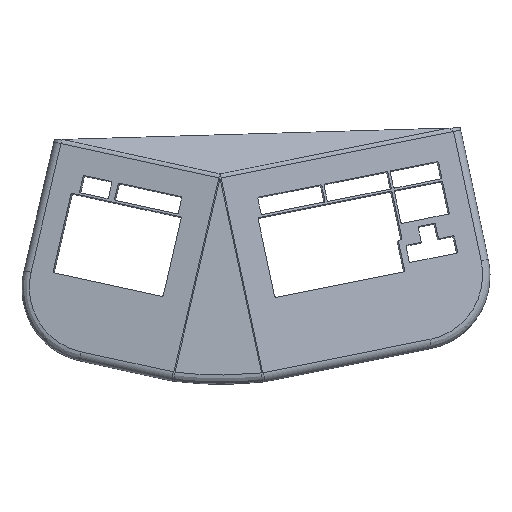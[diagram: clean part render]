
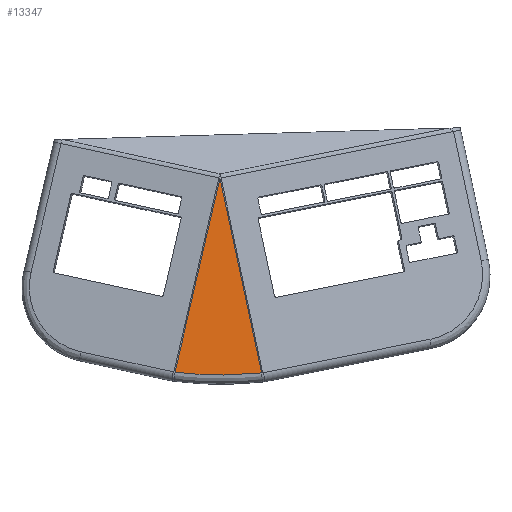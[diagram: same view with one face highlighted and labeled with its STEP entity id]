
A CAD part, top view. The second image highlights one B-rep face of the part: STEP entity #13347.
In plain terms, the highlighted planar face has unit normal (0, 0.087, 0.996).
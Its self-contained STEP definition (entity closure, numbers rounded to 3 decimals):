
#2606 = ( BOUNDED_SURFACE() B_SPLINE_SURFACE(2,5,(
    (#2607,#2608,#2609,#2610,#2611,#2612)
    ,(#2613,#2614,#2615,#2616,#2617,#2618)
    ,(#2619,#2620,#2621,#2622,#2623,#2624
)),.UNSPECIFIED.,.F.,.F.,.F.) B_SPLINE_SURFACE_WITH_KNOTS((3,3),(6,6),(
    0.,109.156),(-0.104,109.052),
.PIECEWISE_BEZIER_KNOTS.) GEOMETRIC_REPRESENTATION_ITEM() 
RATIONAL_B_SPLINE_SURFACE((
    (1.,1.,1.,1.,1.,1.)
    ,(0.676,0.676,0.676,0.676
      ,0.676,0.676)
,(1.,1.,1.,1.,1.,1.))) REPRESENTATION_ITEM('') SURFACE() );
#2607 = CARTESIAN_POINT('',(52.199,-244.643,
    110.496));
#2608 = CARTESIAN_POINT('',(30.542,-247.005,
    110.698));
#2609 = CARTESIAN_POINT('',(8.745,-248.097,
    110.791));
#2610 = CARTESIAN_POINT('',(-13.09,-247.907,
    110.775));
#2611 = CARTESIAN_POINT('',(-34.864,-246.437,
    110.649));
#2612 = CARTESIAN_POINT('',(-56.477,-243.698,
    110.415));
#2613 = CARTESIAN_POINT('',(52.302,-244.632,
    121.403));
#2614 = CARTESIAN_POINT('',(30.596,-247.004,
    121.61));
#2615 = CARTESIAN_POINT('',(8.757,-248.1,
    121.706));
#2616 = CARTESIAN_POINT('',(-13.118,-247.909,
    121.689));
#2617 = CARTESIAN_POINT('',(-34.934,-246.433,
    121.56));
#2618 = CARTESIAN_POINT('',(-56.596,-243.683,
    121.32));
#2619 = CARTESIAN_POINT('',(51.113,-233.831,
    120.458));
#2620 = CARTESIAN_POINT('',(29.923,-236.142,
    120.66));
#2621 = CARTESIAN_POINT('',(8.597,-237.21,
    120.753));
#2622 = CARTESIAN_POINT('',(-12.767,-237.024,
    120.737));
#2623 = CARTESIAN_POINT('',(-34.072,-235.585,
    120.611));
#2624 = CARTESIAN_POINT('',(-55.218,-232.906,
    120.377));
#3407 = CYLINDRICAL_SURFACE('',#3408,10.);
#3408 = AXIS2_PLACEMENT_3D('',#3409,#3410,#3411);
#3409 = CARTESIAN_POINT('',(-0.641,-1.007,
    90.05));
#3410 = DIRECTION('',(0.208,-0.974,0.085)
  );
#3411 = DIRECTION('',(0.128,0.113,0.985));
#7947 = VERTEX_POINT('',#7948);
#7948 = CARTESIAN_POINT('',(49.264,-234.029,
    120.475));
#8042 = EDGE_CURVE('',#7947,#8043,#8045,.T.);
#8043 = VERTEX_POINT('',#8044);
#8044 = CARTESIAN_POINT('',(-53.357,-233.138,
    120.397));
#8045 = SURFACE_CURVE('',#8046,(#8053,#8060),.PCURVE_S1.);
#8046 = ( BOUNDED_CURVE() B_SPLINE_CURVE(5,(#8047,#8048,#8049,#8050,
#8051,#8052),.UNSPECIFIED.,.F.,.F.) B_SPLINE_CURVE_WITH_KNOTS((6,6),(
-0.104,109.052),.PIECEWISE_BEZIER_KNOTS.) CURVE() 
GEOMETRIC_REPRESENTATION_ITEM() RATIONAL_B_SPLINE_CURVE((1.,1.,1.,1.,1.,
1.)) REPRESENTATION_ITEM('') );
#8047 = CARTESIAN_POINT('',(51.113,-233.831,
    120.458));
#8048 = CARTESIAN_POINT('',(29.923,-236.142,
    120.66));
#8049 = CARTESIAN_POINT('',(8.597,-237.21,
    120.753));
#8050 = CARTESIAN_POINT('',(-12.767,-237.024,
    120.737));
#8051 = CARTESIAN_POINT('',(-34.072,-235.585,
    120.611));
#8052 = CARTESIAN_POINT('',(-55.218,-232.906,
    120.377));
#8053 = PCURVE('',#2606,#8054);
#8054 = DEFINITIONAL_REPRESENTATION('',(#8055),#8059);
#8055 = LINE('',#8056,#8057);
#8056 = CARTESIAN_POINT('',(109.156,0.));
#8057 = VECTOR('',#8058,1.);
#8058 = DIRECTION('',(0.,1.));
#8059 = ( GEOMETRIC_REPRESENTATION_CONTEXT(2) 
PARAMETRIC_REPRESENTATION_CONTEXT() REPRESENTATION_CONTEXT('2D SPACE',''
  ) );
#8060 = PCURVE('',#8061,#8066);
#8061 = PLANE('',#8062);
#8062 = AXIS2_PLACEMENT_3D('',#8063,#8064,#8065);
#8063 = CARTESIAN_POINT('',(-1.263,-144.182,
    112.614));
#8064 = DIRECTION('',(0.,-0.087,
    -0.996));
#8065 = DIRECTION('',(0.,-0.996,0.087));
#8066 = DEFINITIONAL_REPRESENTATION('',(#8067),#8074);
#8067 = B_SPLINE_CURVE_WITH_KNOTS('',5,(#8068,#8069,#8070,#8071,#8072,
    #8073),.UNSPECIFIED.,.F.,.F.,(6,6),(-0.104,109.052)
  ,.PIECEWISE_BEZIER_KNOTS.);
#8068 = CARTESIAN_POINT('',(89.992,-52.376));
#8069 = CARTESIAN_POINT('',(92.311,-31.186));
#8070 = CARTESIAN_POINT('',(93.383,-9.86));
#8071 = CARTESIAN_POINT('',(93.197,11.504));
#8072 = CARTESIAN_POINT('',(91.753,32.809));
#8073 = CARTESIAN_POINT('',(89.064,53.955));
#8074 = ( GEOMETRIC_REPRESENTATION_CONTEXT(2) 
PARAMETRIC_REPRESENTATION_CONTEXT() REPRESENTATION_CONTEXT('2D SPACE',''
  ) );
#8228 = CYLINDRICAL_SURFACE('',#8229,10.);
#8229 = AXIS2_PLACEMENT_3D('',#8230,#8231,#8232);
#8230 = CARTESIAN_POINT('',(-55.838,-244.717,
    111.372));
#8231 = DIRECTION('',(0.225,0.971,-0.085)
  );
#8232 = DIRECTION('',(0.,0.087,
    0.996));
#8302 = VERTEX_POINT('',#8303);
#8303 = CARTESIAN_POINT('',(-0.026,-3.017,
    100.264));
#8407 = EDGE_CURVE('',#8302,#7947,#8408,.T.);
#8408 = SURFACE_CURVE('',#8409,(#8413,#8420),.PCURVE_S1.);
#8409 = LINE('',#8410,#8411);
#8410 = CARTESIAN_POINT('',(-0.641,-0.136,
    100.012));
#8411 = VECTOR('',#8412,1.);
#8412 = DIRECTION('',(0.208,-0.974,0.085)
  );
#8413 = PCURVE('',#3407,#8414);
#8414 = DEFINITIONAL_REPRESENTATION('',(#8415),#8419);
#8415 = LINE('',#8416,#8417);
#8416 = CARTESIAN_POINT('',(0.131,0.));
#8417 = VECTOR('',#8418,1.);
#8418 = DIRECTION('',(0.,1.));
#8419 = ( GEOMETRIC_REPRESENTATION_CONTEXT(2) 
PARAMETRIC_REPRESENTATION_CONTEXT() REPRESENTATION_CONTEXT('2D SPACE',''
  ) );
#8420 = PCURVE('',#8061,#8421);
#8421 = DEFINITIONAL_REPRESENTATION('',(#8422),#8426);
#8422 = LINE('',#8423,#8424);
#8423 = CARTESIAN_POINT('',(-144.596,-0.622));
#8424 = VECTOR('',#8425,1.);
#8425 = DIRECTION('',(0.978,-0.208));
#8426 = ( GEOMETRIC_REPRESENTATION_CONTEXT(2) 
PARAMETRIC_REPRESENTATION_CONTEXT() REPRESENTATION_CONTEXT('2D SPACE',''
  ) );
#13347 = ADVANCED_FACE('',(#13348),#8061,.F.);
#13348 = FACE_BOUND('',#13349,.F.);
#13349 = EDGE_LOOP('',(#13350,#13351,#13352));
#13350 = ORIENTED_EDGE('',*,*,#8407,.T.);
#13351 = ORIENTED_EDGE('',*,*,#8042,.T.);
#13352 = ORIENTED_EDGE('',*,*,#13353,.T.);
#13353 = EDGE_CURVE('',#8043,#8302,#13354,.T.);
#13354 = SURFACE_CURVE('',#13355,(#13359,#13366),.PCURVE_S1.);
#13355 = LINE('',#13356,#13357);
#13356 = CARTESIAN_POINT('',(-55.838,-243.845,
    121.334));
#13357 = VECTOR('',#13358,1.);
#13358 = DIRECTION('',(0.225,0.971,-0.085
    ));
#13359 = PCURVE('',#8061,#13360);
#13360 = DEFINITIONAL_REPRESENTATION('',(#13361),#13365);
#13361 = LINE('',#13362,#13363);
#13362 = CARTESIAN_POINT('',(100.044,54.575));
#13363 = VECTOR('',#13364,1.);
#13364 = DIRECTION('',(-0.974,-0.225));
#13365 = ( GEOMETRIC_REPRESENTATION_CONTEXT(2) 
PARAMETRIC_REPRESENTATION_CONTEXT() REPRESENTATION_CONTEXT('2D SPACE',''
  ) );
#13366 = PCURVE('',#8228,#13367);
#13367 = DEFINITIONAL_REPRESENTATION('',(#13368),#13372);
#13368 = LINE('',#13369,#13370);
#13369 = CARTESIAN_POINT('',(-0.,0.));
#13370 = VECTOR('',#13371,1.);
#13371 = DIRECTION('',(-0.,1.));
#13372 = ( GEOMETRIC_REPRESENTATION_CONTEXT(2) 
PARAMETRIC_REPRESENTATION_CONTEXT() REPRESENTATION_CONTEXT('2D SPACE',''
  ) );
